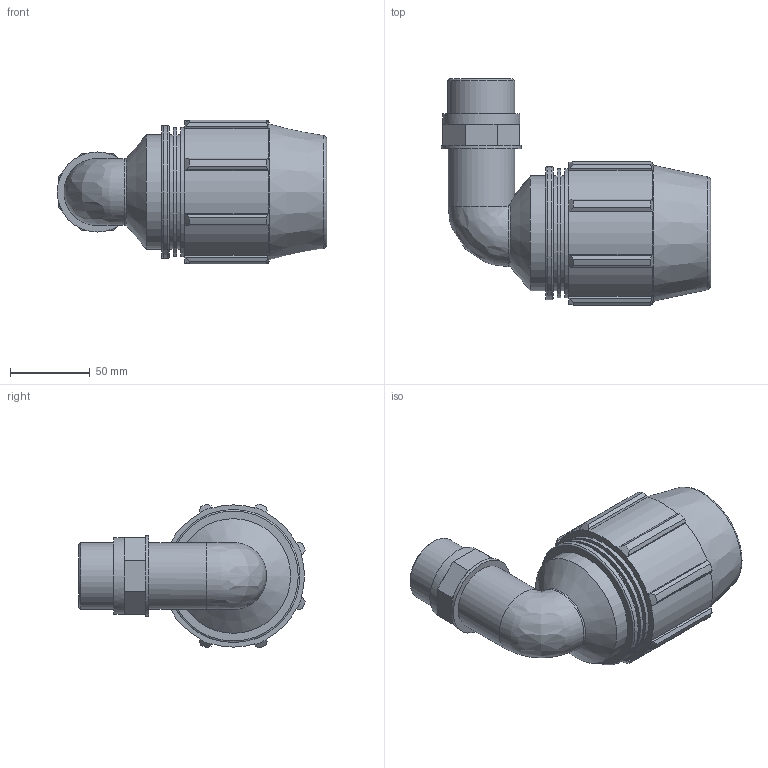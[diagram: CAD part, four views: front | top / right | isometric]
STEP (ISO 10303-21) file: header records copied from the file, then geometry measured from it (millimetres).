
FILE_DESCRIPTION(/* description */ ('PLASSON 90° ELBOW MALE WITH INTEGRAL BRASS THREAD 50-1.1/4"'),/* implementation_level */ '2;1');
FILE_NAME(/* name */ '077700050013_187700050013_0777060500130A.ipt.stp',/* time_stamp */ '2017-06-22T10:29:29+03:00',/* author */ ('KIM'),/* organization */ (''),/* preprocessor_version */ 'ST-DEVELOPER v15.6',/* originating_system */ 'Autodesk Inventor 2015',/* authorisation */ '');
FILE_SCHEMA (('AUTOMOTIVE_DESIGN { 1 0 10303 214 3 1 1 }'));
Length unit declared in the file: millimetre
Products named in the file (1): 077700050013_187700050013_0777060500130A
Bounding box: 169.15 x 142.16 x 90.33 mm (x, y, z)
Volume: 536697.9 mm3; surface area: 90354.7 mm2
Topology: 1 solids, 1 shells, 125 faces, 308 edges, 193 vertices
Faces by surface type: plane 76, cylinder 30, cone 14, torus 4, bspline 1
Full cylindrical faces by diameter (mm): 29.337 x2, 41.91 x2, 48.197 x1, 50 x1, 50.292 x1, 72 x3, 81.014 x2, 83.52 x1
Entity records: 3530 total; most frequent: CARTESIAN_POINT 699, DIRECTION 596, ORIENTED_EDGE 556, EDGE_CURVE 278, AXIS2_PLACEMENT_3D 226, VERTEX_POINT 188, EDGE_LOOP 160, LINE 144
